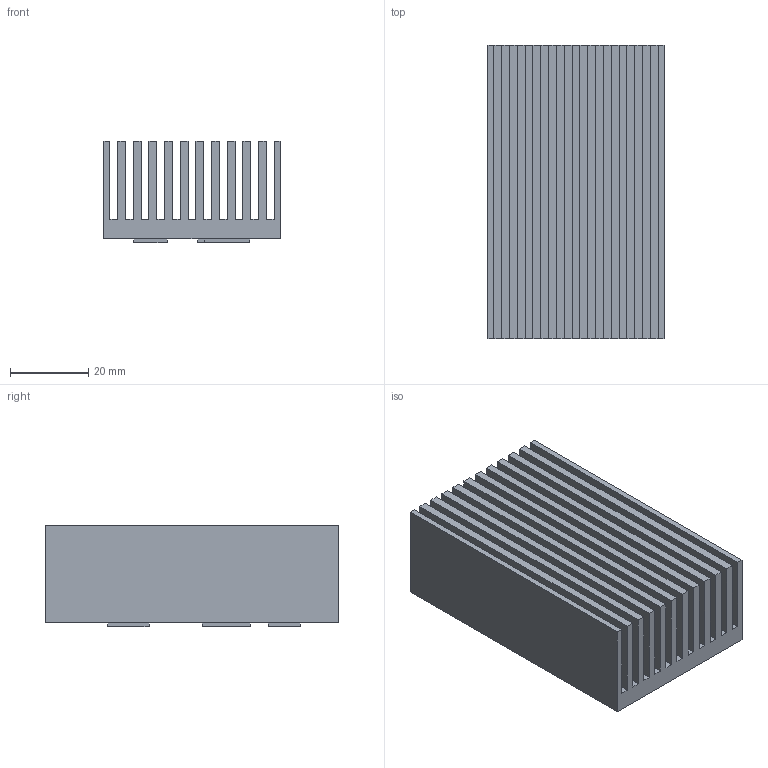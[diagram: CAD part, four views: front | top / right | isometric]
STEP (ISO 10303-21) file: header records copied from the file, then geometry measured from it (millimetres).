
FILE_DESCRIPTION (( 'STEP AP214' ), '1' );
FILE_NAME ('cooler.STEP', '2026-03-08T21:43:20', ( '' ), ( '' ), 'SwSTEP 2.0', 'SolidWorks 2026', '' );
FILE_SCHEMA (( 'AUTOMOTIVE_DESIGN' ));
Length unit declared in the file: millimetre
Products named in the file (1): cooler
Bounding box: 45 x 75 x 26 mm (x, y, z)
Volume: 51702.9 mm3; surface area: 44994.2 mm2
Topology: 1 solids, 1 shells, 65 faces, 180 edges, 120 vertices
Faces by surface type: plane 65
Entity records: 2057 total; most frequent: CARTESIAN_POINT 366, ORIENTED_EDGE 360, DIRECTION 312, EDGE_CURVE 180, VECTOR 180, LINE 180, VERTEX_POINT 120, EDGE_LOOP 68
